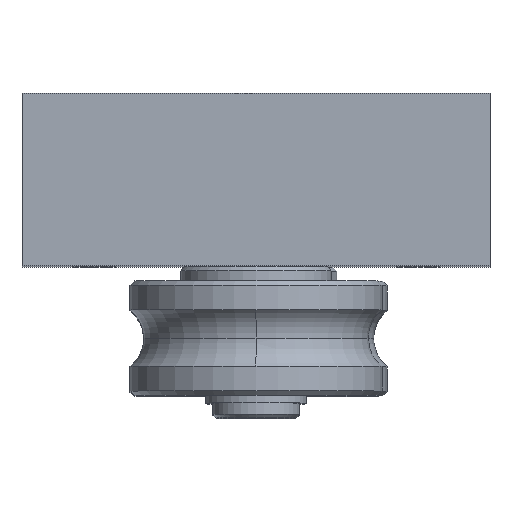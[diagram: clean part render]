
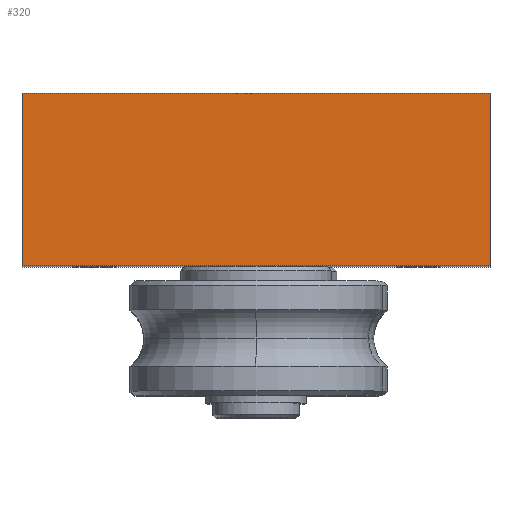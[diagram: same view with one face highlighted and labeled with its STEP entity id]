
A CAD part, top view. The second image highlights one B-rep face of the part: STEP entity #320.
In plain terms, the highlighted planar face has unit normal (0, 0, 1).
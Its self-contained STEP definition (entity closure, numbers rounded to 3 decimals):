
#320=ADVANCED_FACE('',(#842),#843,.T.);
#842=FACE_OUTER_BOUND('',#1387,.T.);
#843=PLANE('',#1388);
#1387=EDGE_LOOP('',(#3184,#3185,#3186,#3187));
#1388=AXIS2_PLACEMENT_3D('',#3188,#3189,#3190);
#3184=ORIENTED_EDGE('',*,*,#3796,.T.);
#3185=ORIENTED_EDGE('',*,*,#3797,.T.);
#3186=ORIENTED_EDGE('',*,*,#3798,.T.);
#3187=ORIENTED_EDGE('',*,*,#3799,.T.);
#3188=CARTESIAN_POINT('',(0.0,-12.0,115.0));
#3189=DIRECTION('',(0.0,0.0,1.0));
#3190=DIRECTION('',(1.0,0.0,0.0));
#3796=EDGE_CURVE('',#4666,#4667,#4668,.T.);
#3797=EDGE_CURVE('',#4667,#4669,#4670,.T.);
#3798=EDGE_CURVE('',#4669,#4671,#4672,.T.);
#3799=EDGE_CURVE('',#4671,#4666,#4673,.T.);
#4666=VERTEX_POINT('',#6178);
#4667=VERTEX_POINT('',#6179);
#4668=LINE('',#6180,#6181);
#4669=VERTEX_POINT('',#6182);
#4670=LINE('',#6183,#6184);
#4671=VERTEX_POINT('',#6185);
#4672=LINE('',#6186,#6187);
#4673=LINE('',#6188,#6189);
#6178=CARTESIAN_POINT('',(32.5,-24.0,115.0));
#6179=CARTESIAN_POINT('',(32.5,0.0,115.0));
#6180=CARTESIAN_POINT('',(32.5,-12.0,115.0));
#6181=VECTOR('',#7228,1.0);
#6182=CARTESIAN_POINT('',(-32.5,0.0,115.0));
#6183=CARTESIAN_POINT('',(0.0,0.0,115.0));
#6184=VECTOR('',#7229,1.0);
#6185=CARTESIAN_POINT('',(-32.5,-24.0,115.0));
#6186=CARTESIAN_POINT('',(-32.5,-12.0,115.0));
#6187=VECTOR('',#7230,1.0);
#6188=CARTESIAN_POINT('',(0.0,-24.0,115.0));
#6189=VECTOR('',#7231,1.0);
#7228=DIRECTION('',(0.0,1.0,0.0));
#7229=DIRECTION('',(-1.0,0.0,0.0));
#7230=DIRECTION('',(0.0,-1.0,0.0));
#7231=DIRECTION('',(1.0,0.0,0.0));
